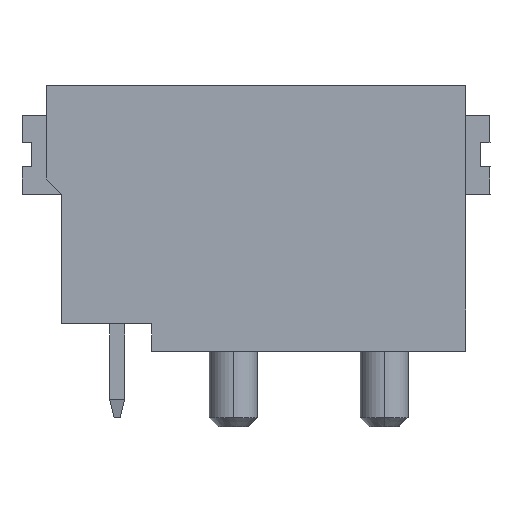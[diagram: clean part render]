
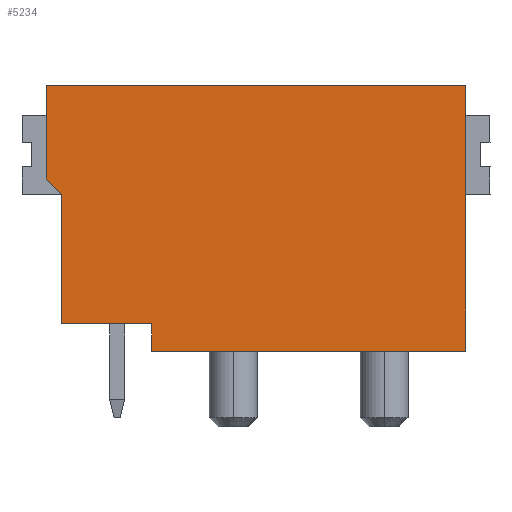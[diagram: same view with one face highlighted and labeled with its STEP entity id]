
A CAD part, left-side view. The second image highlights one B-rep face of the part: STEP entity #5234.
In plain terms, the highlighted planar face has unit normal (-1, 0, 0).
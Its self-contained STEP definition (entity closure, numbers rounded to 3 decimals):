
#135 = ORIENTED_EDGE ( 'NONE', *, *, #15720, .T. ) ;
#938 = EDGE_CURVE ( 'NONE', #23052, #19575, #22523, .T. ) ;
#1160 = DIRECTION ( 'NONE',  ( 0., 0.707, 0.707 ) ) ;
#1390 = LINE ( 'NONE', #14595, #14930 ) ;
#1440 = ORIENTED_EDGE ( 'NONE', *, *, #2469, .T. ) ;
#1718 = CARTESIAN_POINT ( 'NONE',  ( -3.002, 7.02, 19.925 ) ) ;
#2060 = VERTEX_POINT ( 'NONE', #1718 ) ;
#2097 = VECTOR ( 'NONE', #19181, 1000. ) ;
#2427 = ORIENTED_EDGE ( 'NONE', *, *, #17244, .T. ) ;
#2469 = EDGE_CURVE ( 'NONE', #2060, #13355, #2968, .T. ) ;
#2638 = CARTESIAN_POINT ( 'NONE',  ( -3.002, -6.88, 9.625 ) ) ;
#2917 = PLANE ( 'NONE',  #11083 ) ;
#2968 = LINE ( 'NONE', #10053, #7119 ) ;
#3458 = ORIENTED_EDGE ( 'NONE', *, *, #4661, .T. ) ;
#3575 = EDGE_LOOP ( 'NONE', ( #5485, #3458, #1440, #21456, #5013, #2427, #6238, #135 ) ) ;
#3707 = LINE ( 'NONE', #18529, #22057 ) ;
#4661 = EDGE_CURVE ( 'NONE', #19575, #2060, #3707, .T. ) ;
#4965 = VECTOR ( 'NONE', #20380, 1000. ) ;
#5013 = ORIENTED_EDGE ( 'NONE', *, *, #13489, .T. ) ;
#5234 = ADVANCED_FACE ( 'NONE', ( #13627 ), #2917, .T. ) ;
#5349 = VERTEX_POINT ( 'NONE', #7505 ) ;
#5485 = ORIENTED_EDGE ( 'NONE', *, *, #938, .T. ) ;
#5695 = VERTEX_POINT ( 'NONE', #13885 ) ;
#6238 = ORIENTED_EDGE ( 'NONE', *, *, #17320, .T. ) ;
#7021 = VERTEX_POINT ( 'NONE', #20346 ) ;
#7119 = VECTOR ( 'NONE', #22522, 1000. ) ;
#7505 = CARTESIAN_POINT ( 'NONE',  ( -3.002, 3.52, 11.125 ) ) ;
#7941 = CARTESIAN_POINT ( 'NONE',  ( -3.002, 3.52, 9.625 ) ) ;
#8280 = CARTESIAN_POINT ( 'NONE',  ( -3.002, 6.52, 16.325 ) ) ;
#9342 = DIRECTION ( 'NONE',  ( 0., -1., 0. ) ) ;
#10022 = DIRECTION ( 'NONE',  ( -1., 0., 0. ) ) ;
#10053 = CARTESIAN_POINT ( 'NONE',  ( -3.002, 7.02, 9.625 ) ) ;
#11083 = AXIS2_PLACEMENT_3D ( 'NONE', #20695, #10022, #22491 ) ;
#11341 = DIRECTION ( 'NONE',  ( 0., 0., 1. ) ) ;
#11505 = LINE ( 'NONE', #19112, #2097 ) ;
#12018 = VERTEX_POINT ( 'NONE', #12401 ) ;
#12401 = CARTESIAN_POINT ( 'NONE',  ( -3.002, 6.52, 12.025 ) ) ;
#12464 = VECTOR ( 'NONE', #11341, 1000. ) ;
#13355 = VERTEX_POINT ( 'NONE', #20536 ) ;
#13392 = CARTESIAN_POINT ( 'NONE',  ( -3.002, -6.88, 11.125 ) ) ;
#13489 = EDGE_CURVE ( 'NONE', #5695, #12018, #11505, .T. ) ;
#13627 = FACE_OUTER_BOUND ( 'NONE', #3575, .T. ) ;
#13845 = CARTESIAN_POINT ( 'NONE',  ( -3.002, 3.52, 11.125 ) ) ;
#13885 = CARTESIAN_POINT ( 'NONE',  ( -3.002, 6.52, 16.325 ) ) ;
#14595 = CARTESIAN_POINT ( 'NONE',  ( -3.002, 3.52, 12.025 ) ) ;
#14930 = VECTOR ( 'NONE', #9342, 1000. ) ;
#14992 = DIRECTION ( 'NONE',  ( 0., 1., 0. ) ) ;
#15480 = DIRECTION ( 'NONE',  ( 0., -1., 0. ) ) ;
#15720 = EDGE_CURVE ( 'NONE', #5349, #23052, #19198, .T. ) ;
#17244 = EDGE_CURVE ( 'NONE', #12018, #7021, #1390, .T. ) ;
#17320 = EDGE_CURVE ( 'NONE', #7021, #5349, #18009, .T. ) ;
#18009 = LINE ( 'NONE', #7941, #4965 ) ;
#18529 = CARTESIAN_POINT ( 'NONE',  ( -3.002, 3.52, 19.925 ) ) ;
#18638 = VECTOR ( 'NONE', #15480, 1000. ) ;
#19112 = CARTESIAN_POINT ( 'NONE',  ( -3.002, 6.52, 9.625 ) ) ;
#19181 = DIRECTION ( 'NONE',  ( 0., 0., -1. ) ) ;
#19198 = LINE ( 'NONE', #13845, #18638 ) ;
#19575 = VERTEX_POINT ( 'NONE', #22736 ) ;
#20346 = CARTESIAN_POINT ( 'NONE',  ( -3.002, 3.52, 12.025 ) ) ;
#20380 = DIRECTION ( 'NONE',  ( 0., 0., -1. ) ) ;
#20536 = CARTESIAN_POINT ( 'NONE',  ( -3.002, 7.02, 16.825 ) ) ;
#20695 = CARTESIAN_POINT ( 'NONE',  ( -3.002, 3.52, 9.625 ) ) ;
#21456 = ORIENTED_EDGE ( 'NONE', *, *, #21965, .F. ) ;
#21885 = VECTOR ( 'NONE', #1160, 1000. ) ;
#21965 = EDGE_CURVE ( 'NONE', #5695, #13355, #22996, .T. ) ;
#22057 = VECTOR ( 'NONE', #14992, 1000. ) ;
#22491 = DIRECTION ( 'NONE',  ( 0., 0., 1. ) ) ;
#22522 = DIRECTION ( 'NONE',  ( 0., 0., -1. ) ) ;
#22523 = LINE ( 'NONE', #2638, #12464 ) ;
#22736 = CARTESIAN_POINT ( 'NONE',  ( -3.002, -6.88, 19.925 ) ) ;
#22996 = LINE ( 'NONE', #8280, #21885 ) ;
#23052 = VERTEX_POINT ( 'NONE', #13392 ) ;
